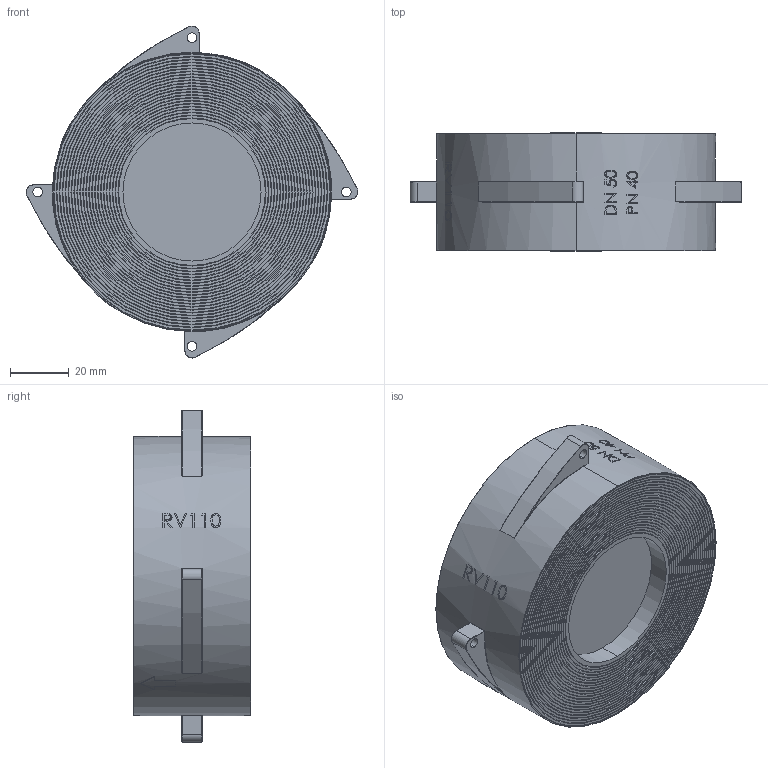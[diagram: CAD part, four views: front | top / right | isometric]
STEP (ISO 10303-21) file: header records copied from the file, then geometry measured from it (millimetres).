
FILE_DESCRIPTION (( 'STEP AP214' ), '1' );
FILE_NAME ('RV110-DN50-PN40-Disco-Rückschlagventil-Fergo.STEP', '2022-11-03T13:36:03', ( '' ), ( '' ), 'SwSTEP 2.0', 'SolidWorks 2022', '' );
FILE_SCHEMA (( 'AUTOMOTIVE_DESIGN' ));
Length unit declared in the file: millimetre
Products named in the file (1): RV110-DN50-PN40-Disco-Rückschlagventil-Fergo
Bounding box: 112.99 x 40 x 113 mm (x, y, z)
Volume: 266464.3 mm3; surface area: 31151.7 mm2
Topology: 1 solids, 1 shells, 260 faces, 710 edges, 517 vertices
Faces by surface type: torus 106, cylinder 69, plane 67, bspline 18
Entity records: 12572 total; most frequent: CARTESIAN_POINT 5986, ORIENTED_EDGE 1404, DIRECTION 1330, EDGE_CURVE 702, AXIS2_PLACEMENT_3D 623, VERTEX_POINT 517, CIRCLE 380, EDGE_LOOP 341
